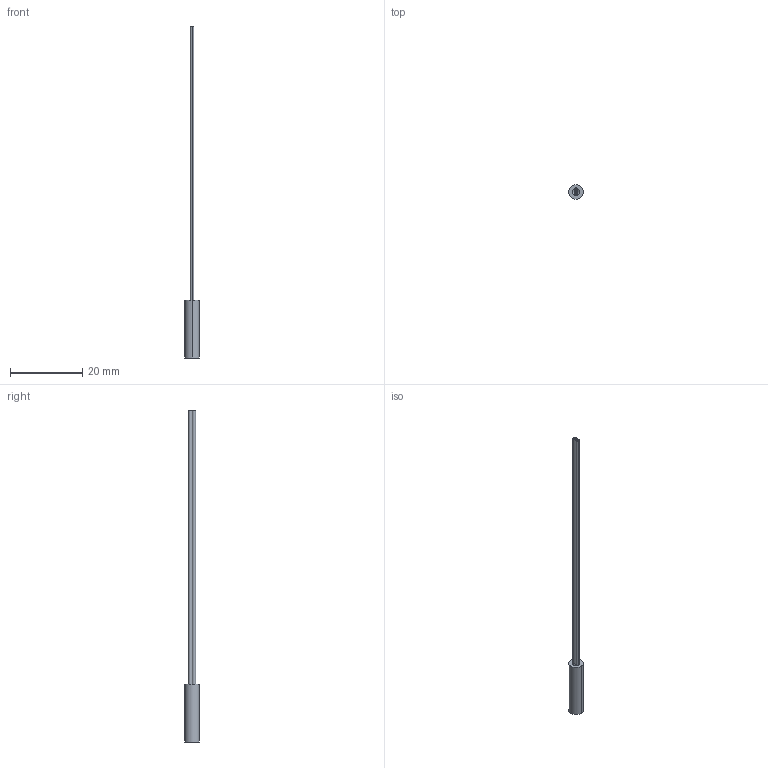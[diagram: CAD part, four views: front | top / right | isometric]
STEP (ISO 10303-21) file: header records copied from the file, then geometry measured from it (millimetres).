
FILE_DESCRIPTION((''),'2;1');
FILE_NAME('188698_ASM','2016-01-12T',('pdmadmin'),(''),'PRO/ENGINEER BY PARAMETRIC TECHNOLOGY CORPORATION, 2013230','PRO/ENGINEER BY PARAMETRIC TECHNOLOGY CORPORATION, 2013230','');
FILE_SCHEMA(('CONFIG_CONTROL_DESIGN'));
Length unit declared in the file: inch
Products named in the file (7): 28307; 41382__020X; 41382_CORE; 41382__020X_ASM; FIBER_CORE_020_X_; 28131_ASM; 188698_ASM
Assembly tree (8 placements, depth 4):
  188698_ASM
    28131_ASM
      28307
      41382__020X_ASM
        41382__020X
        41382_CORE  x2
      FIBER_CORE_020_X_  x2
Bounding box: 4.06 x 4.06 x 92.2 mm (x, y, z)
Volume: 291.5 mm3; surface area: 1270.6 mm2
Topology: 6 solids, 6 shells, 39 faces, 75 edges, 48 vertices
Faces by surface type: cylinder 23, plane 12, cone 4
Entity records: 1069 total; most frequent: DIRECTION 209, CARTESIAN_POINT 156, ORIENTED_EDGE 126, AXIS2_PLACEMENT_3D 93, EDGE_CURVE 63, VERTEX_POINT 40, CIRCLE 40, EDGE_LOOP 37
